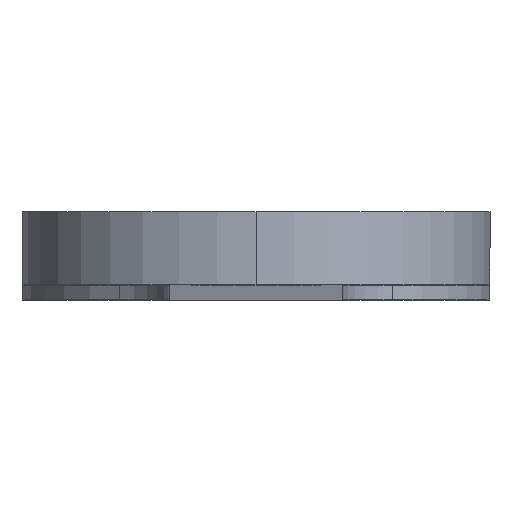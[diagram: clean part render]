
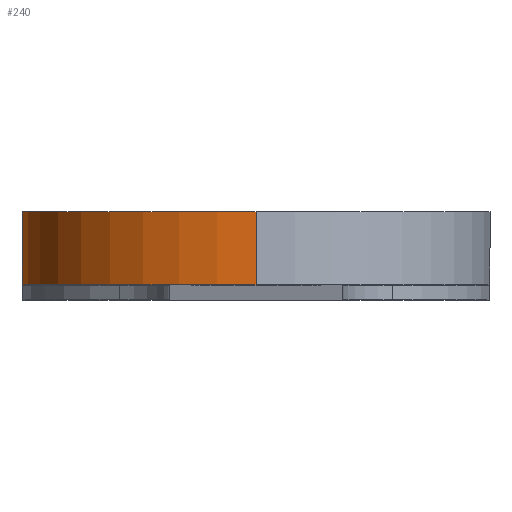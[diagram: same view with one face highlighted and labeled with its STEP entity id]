
A CAD part, top view. The second image highlights one B-rep face of the part: STEP entity #240.
In plain terms, the highlighted cylindrical face has radius 5.45 mm (diameter 10.9 mm), a partial arc.
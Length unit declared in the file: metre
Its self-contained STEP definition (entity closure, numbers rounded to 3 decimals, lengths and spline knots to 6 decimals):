
#16 = VERTEX_POINT ( 'NONE', #431 ) ;
#27 = CARTESIAN_POINT ( 'NONE',  ( -0.00317, 0.0017, -0.004433 ) ) ;
#30 = DIRECTION ( 'NONE',  ( 0., 1., 0. ) ) ;
#76 = EDGE_CURVE ( 'NONE', #89, #334, #223, .T. ) ;
#85 = CYLINDRICAL_SURFACE ( 'NONE', #352, 0.00545 ) ;
#89 = VERTEX_POINT ( 'NONE', #27 ) ;
#102 = VECTOR ( 'NONE', #509, 1. ) ;
#125 = DIRECTION ( 'NONE',  ( 0., 0., 1. ) ) ;
#135 = LINE ( 'NONE', #189, #102 ) ;
#163 = DIRECTION ( 'NONE',  ( 0., 1., 0. ) ) ;
#176 = VERTEX_POINT ( 'NONE', #305 ) ;
#181 = EDGE_CURVE ( 'NONE', #16, #89, #211, .T. ) ;
#189 = CARTESIAN_POINT ( 'NONE',  ( 0., 0., 0.00545 ) ) ;
#211 = LINE ( 'NONE', #396, #285 ) ;
#213 = CARTESIAN_POINT ( 'NONE',  ( 0., 0., 0. ) ) ;
#218 = CARTESIAN_POINT ( 'NONE',  ( 0., 0., 0. ) ) ;
#223 = CIRCLE ( 'NONE', #329, 0.00545 ) ;
#234 = CIRCLE ( 'NONE', #404, 0.00545 ) ;
#240 = ADVANCED_FACE ( 'NONE', ( #283 ), #85, .T. ) ;
#257 = DIRECTION ( 'NONE',  ( 0., 1., 0. ) ) ;
#259 = CARTESIAN_POINT ( 'NONE',  ( 0., 0.0017, 0. ) ) ;
#283 = FACE_OUTER_BOUND ( 'NONE', #547, .T. ) ;
#285 = VECTOR ( 'NONE', #163, 1. ) ;
#303 = ORIENTED_EDGE ( 'NONE', *, *, #181, .F. ) ;
#305 = CARTESIAN_POINT ( 'NONE',  ( 0., 0., 0.00545 ) ) ;
#329 = AXIS2_PLACEMENT_3D ( 'NONE', #259, #257, #341 ) ;
#334 = VERTEX_POINT ( 'NONE', #584 ) ;
#341 = DIRECTION ( 'NONE',  ( -0.582, 0., -0.813 ) ) ;
#352 = AXIS2_PLACEMENT_3D ( 'NONE', #213, #30, #125 ) ;
#396 = CARTESIAN_POINT ( 'NONE',  ( -0.00317, 0., -0.004433 ) ) ;
#404 = AXIS2_PLACEMENT_3D ( 'NONE', #218, #598, #500 ) ;
#412 = ORIENTED_EDGE ( 'NONE', *, *, #76, .F. ) ;
#426 = EDGE_CURVE ( 'NONE', #176, #334, #135, .T. ) ;
#429 = ORIENTED_EDGE ( 'NONE', *, *, #426, .T. ) ;
#431 = CARTESIAN_POINT ( 'NONE',  ( -0.00317, 0., -0.004433 ) ) ;
#500 = DIRECTION ( 'NONE',  ( -0.582, 0., -0.813 ) ) ;
#509 = DIRECTION ( 'NONE',  ( 0., 1., 0. ) ) ;
#547 = EDGE_LOOP ( 'NONE', ( #590, #429, #412, #303 ) ) ;
#584 = CARTESIAN_POINT ( 'NONE',  ( 0., 0.0017, 0.00545 ) ) ;
#590 = ORIENTED_EDGE ( 'NONE', *, *, #591, .T. ) ;
#591 = EDGE_CURVE ( 'NONE', #16, #176, #234, .T. ) ;
#598 = DIRECTION ( 'NONE',  ( 0., 1., 0. ) ) ;
